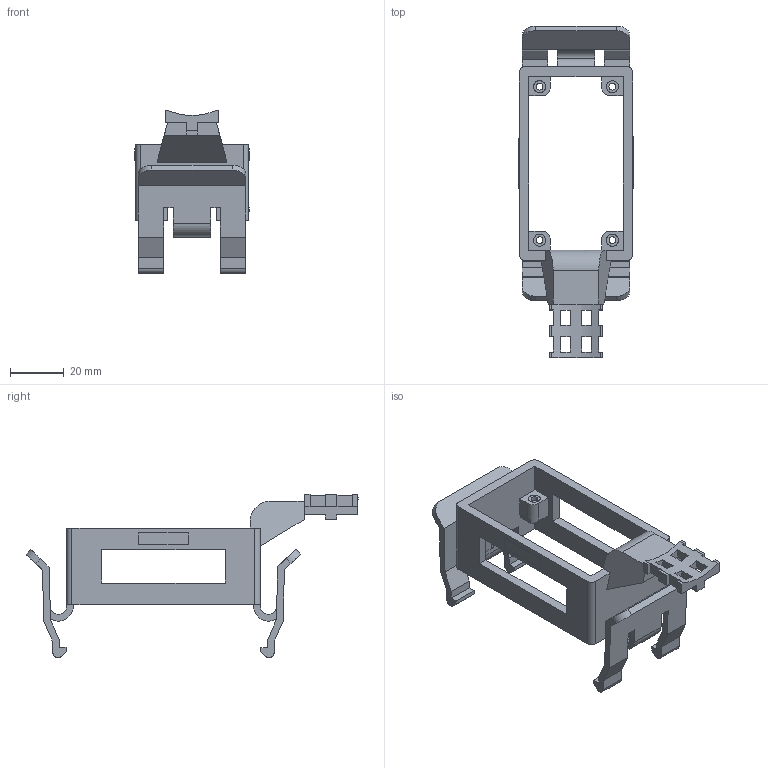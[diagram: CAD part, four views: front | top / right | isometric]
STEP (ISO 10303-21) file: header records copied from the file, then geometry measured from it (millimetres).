
FILE_DESCRIPTION(('CATIA V5 STEP Exchange','CAx-IF Rec.Pracs.--- Model Styling and Organization---1.4--- 2014-01-23'),'2;1');
FILE_NAME ('1456100-6_0_2883360000_2883360000.stp','2024-02-23T07:53:07+00:00',('none'),('Weidmueller'),'CATIA Version 5-6 Release 2016 SP3 HF44','CATIA V5 STEP AP214','none');
FILE_SCHEMA(('AUTOMOTIVE_DESIGN { 1 0 10303 214 1 1 1 1 }'));
Length unit declared in the file: millimetre
Products named in the file (1): 2883360000
Bounding box: 42.6 x 123.28 x 60.57 mm (x, y, z)
Volume: 31670.8 mm3; surface area: 22358.7 mm2
Topology: 1 solids, 1 shells, 242 faces, 700 edges, 465 vertices
Faces by surface type: plane 192, cylinder 42, revolution 8
Entity records: 8167 total; most frequent: CARTESIAN_POINT 1926, ORIENTED_EDGE 1400, DIRECTION 1076, EDGE_CURVE 700, VECTOR 565, LINE 565, VERTEX_POINT 465, AXIS2_PLACEMENT_3D 297
